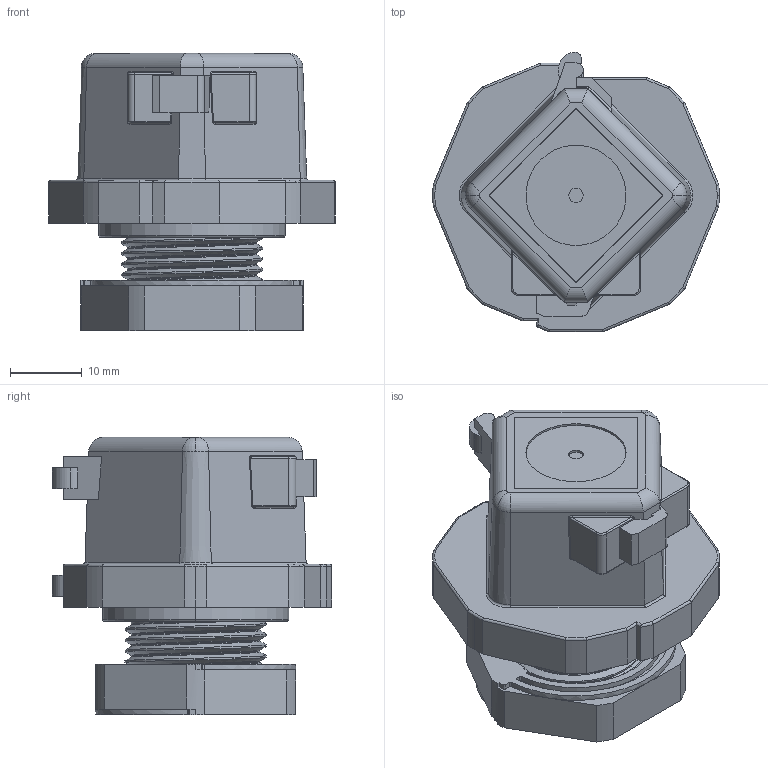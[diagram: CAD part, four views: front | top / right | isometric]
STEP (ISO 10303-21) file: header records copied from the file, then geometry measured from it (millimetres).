
FILE_DESCRIPTION (( 'STEP AP214' ), '1' );
FILE_NAME ('28610_4_KDS-KV_M20.stp', '2017-09-07T08:09:21', ( '' ), ( '' ), 'SwSTEP 2.0', 'SolidWorks 2015', '' );
FILE_SCHEMA (( 'AUTOMOTIVE_DESIGN' ));
Length unit declared in the file: millimetre
Products named in the file (4): KDS-GM 20 neutral; KDS-DE neutral; 28610_4_KDS-KV_M20
Assembly tree (3 placements, depth 2):
  28610_4_KDS-KV_M20
    28610_4_KDS-KV_M20
    KDS-DE neutral
    KDS-GM 20 neutral
Bounding box: 40 x 38.99 x 38.7 mm (x, y, z)
Volume: 20764.6 mm3; surface area: 12575.7 mm2
Topology: 3 solids, 3 shells, 391 faces, 1026 edges, 653 vertices
Faces by surface type: cylinder 176, plane 143, bspline 33, torus 30, cone 9
Entity records: 23554 total; most frequent: CARTESIAN_POINT 12665, ORIENTED_EDGE 2052, DIRECTION 1855, EDGE_CURVE 1026, AXIS2_PLACEMENT_3D 663, VERTEX_POINT 653, VECTOR 529, LINE 529
